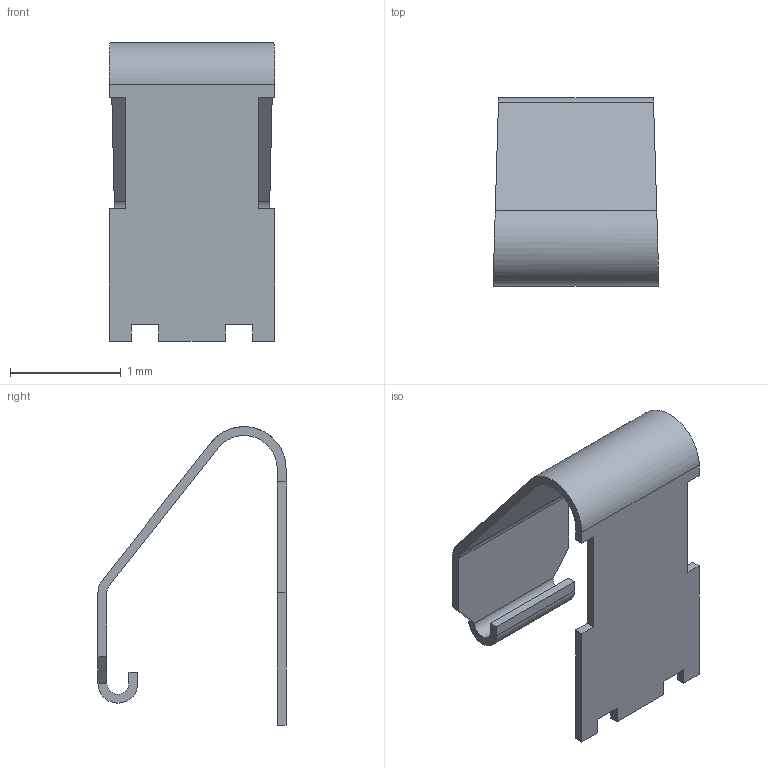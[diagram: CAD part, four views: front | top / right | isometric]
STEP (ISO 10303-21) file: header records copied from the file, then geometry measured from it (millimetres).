
FILE_DESCRIPTION((''),'2;1');
FILE_NAME('C-1871059-1','2019-05-29T07:59:28',('workeradm'),('TE Connectivity Ltd.'),'CREO PARAMETRIC BY PTC INC, 2018190','CREO PARAMETRIC BY PTC INC, 2018190','');
FILE_SCHEMA(('AUTOMOTIVE_DESIGN { 1 0 10303 214 1 1 1 1 }'));
Length unit declared in the file: millimetre
Products named in the file (1): C-1871059-1
Bounding box: 1.5 x 1.7 x 2.7 mm (x, y, z)
Volume: 0.7 mm3; surface area: 18.1 mm2
Topology: 1 solids, 1 shells, 38 faces, 104 edges, 68 vertices
Faces by surface type: plane 32, cylinder 6
Entity records: 1292 total; most frequent: CARTESIAN_POINT 296, ORIENTED_EDGE 208, DIRECTION 176, EDGE_CURVE 104, VECTOR 92, LINE 92, VERTEX_POINT 68, AXIS2_PLACEMENT_3D 42
